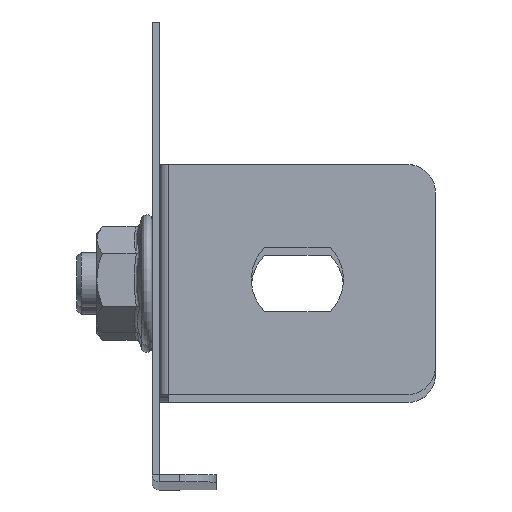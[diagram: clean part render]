
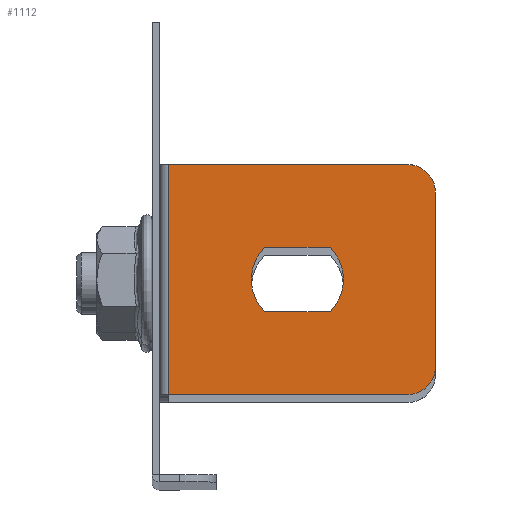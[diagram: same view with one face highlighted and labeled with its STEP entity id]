
A CAD part, top view. The second image highlights one B-rep face of the part: STEP entity #1112.
In plain terms, the highlighted face is planar.
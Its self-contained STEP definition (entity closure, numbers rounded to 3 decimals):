
#186 = CARTESIAN_POINT ( 'NONE',  ( 0., 0., 12.5 ) ) ;
#187 = DIRECTION ( 'NONE',  ( -1., 0., 0. ) ) ;
#252 = CARTESIAN_POINT ( 'NONE',  ( -30., 0., 12.5 ) ) ;
#255 = DIRECTION ( 'NONE',  ( 0., 0., -1. ) ) ;
#269 = DIRECTION ( 'NONE',  ( 1., 0., 0. ) ) ;
#288 = CARTESIAN_POINT ( 'NONE',  ( -18.571, 0., -3.5 ) ) ;
#289 = CARTESIAN_POINT ( 'NONE',  ( -15., 0., 0. ) ) ;
#290 = DIRECTION ( 'NONE',  ( 0., -1., 0. ) ) ;
#292 = DIRECTION ( 'NONE',  ( 1., 0., 0. ) ) ;
#293 = DIRECTION ( 'NONE',  ( -1., 0., 0. ) ) ;
#296 = CARTESIAN_POINT ( 'NONE',  ( -11.429, 0., 3.5 ) ) ;
#298 = CARTESIAN_POINT ( 'NONE',  ( -15., 0., 0. ) ) ;
#349 = DIRECTION ( 'NONE',  ( 0., -1., 0. ) ) ;
#355 = DIRECTION ( 'NONE',  ( 1., 0., 0. ) ) ;
#356 = CARTESIAN_POINT ( 'NONE',  ( 0., 0., -12.5 ) ) ;
#357 = DIRECTION ( 'NONE',  ( -1., 0., 0. ) ) ;
#358 = CARTESIAN_POINT ( 'NONE',  ( -27., 0., 9.5 ) ) ;
#359 = DIRECTION ( 'NONE',  ( 0., -1., 0. ) ) ;
#360 = DIRECTION ( 'NONE',  ( 1., 0., 0. ) ) ;
#361 = CARTESIAN_POINT ( 'NONE',  ( -27., 0., -9.5 ) ) ;
#362 = DIRECTION ( 'NONE',  ( 0., -1., 0. ) ) ;
#363 = DIRECTION ( 'NONE',  ( 1., 0., 0. ) ) ;
#364 = CARTESIAN_POINT ( 'NONE',  ( -1., 0., 12.5 ) ) ;
#365 = DIRECTION ( 'NONE',  ( 0., 0., -1. ) ) ;
#758 = ORIENTED_EDGE ( 'NONE', *, *, #2728, .T. ) ;
#759 = ORIENTED_EDGE ( 'NONE', *, *, #2732, .F. ) ;
#767 = ORIENTED_EDGE ( 'NONE', *, *, #2731, .F. ) ;
#821 = ORIENTED_EDGE ( 'NONE', *, *, #2738, .F. ) ;
#834 = ORIENTED_EDGE ( 'NONE', *, *, #2737, .F. ) ;
#997 = EDGE_LOOP ( 'NONE', ( #767, #759, #1268, #1281 ) ) ;
#1011 = EDGE_LOOP ( 'NONE', ( #1269, #1341, #758, #1344, #834, #821 ) ) ;
#1112 = ADVANCED_FACE ( 'NONE', ( #1998, #2007 ), #2945, .T. ) ;
#1268 = ORIENTED_EDGE ( 'NONE', *, *, #2733, .F. ) ;
#1269 = ORIENTED_EDGE ( 'NONE', *, *, #2709, .T. ) ;
#1281 = ORIENTED_EDGE ( 'NONE', *, *, #2734, .F. ) ;
#1341 = ORIENTED_EDGE ( 'NONE', *, *, #2735, .T. ) ;
#1344 = ORIENTED_EDGE ( 'NONE', *, *, #2736, .T. ) ;
#1806 = VERTEX_POINT ( 'NONE', #3029 ) ;
#1807 = VERTEX_POINT ( 'NONE', #3030 ) ;
#1808 = VERTEX_POINT ( 'NONE', #3031 ) ;
#1810 = VERTEX_POINT ( 'NONE', #3033 ) ;
#1815 = VERTEX_POINT ( 'NONE', #3038 ) ;
#1834 = VERTEX_POINT ( 'NONE', #3043 ) ;
#1837 = VERTEX_POINT ( 'NONE', #3046 ) ;
#1839 = VERTEX_POINT ( 'NONE', #3048 ) ;
#1849 = VERTEX_POINT ( 'NONE', #3058 ) ;
#1853 = VERTEX_POINT ( 'NONE', #3062 ) ;
#1998 = FACE_BOUND ( 'NONE', #997, .T. ) ;
#2007 = FACE_OUTER_BOUND ( 'NONE', #1011, .T. ) ;
#2172 = LINE ( 'NONE', #186, #2175 ) ;
#2175 = VECTOR ( 'NONE', #187, 1000. ) ;
#2200 = LINE ( 'NONE', #288, #2214 ) ;
#2205 = LINE ( 'NONE', #252, #2207 ) ;
#2207 = VECTOR ( 'NONE', #255, 1000. ) ;
#2210 = CIRCLE ( 'NONE', #3183, 5. ) ;
#2212 = CIRCLE ( 'NONE', #3184, 5. ) ;
#2213 = LINE ( 'NONE', #296, #2217 ) ;
#2214 = VECTOR ( 'NONE', #269, 1000. ) ;
#2215 = CIRCLE ( 'NONE', #3185, 3. ) ;
#2217 = VECTOR ( 'NONE', #293, 1000. ) ;
#2218 = CIRCLE ( 'NONE', #3186, 3. ) ;
#2219 = LINE ( 'NONE', #356, #2221 ) ;
#2220 = LINE ( 'NONE', #364, #2223 ) ;
#2221 = VECTOR ( 'NONE', #357, 1000. ) ;
#2223 = VECTOR ( 'NONE', #365, 1000. ) ;
#2709 = EDGE_CURVE ( 'NONE', #1834, #1839, #2172, .T. ) ;
#2728 = EDGE_CURVE ( 'NONE', #1849, #1808, #2205, .T. ) ;
#2731 = EDGE_CURVE ( 'NONE', #1810, #1806, #2210, .T. ) ;
#2732 = EDGE_CURVE ( 'NONE', #1807, #1810, #2200, .T. ) ;
#2733 = EDGE_CURVE ( 'NONE', #1837, #1807, #2212, .T. ) ;
#2734 = EDGE_CURVE ( 'NONE', #1806, #1837, #2213, .T. ) ;
#2735 = EDGE_CURVE ( 'NONE', #1839, #1849, #2215, .T. ) ;
#2736 = EDGE_CURVE ( 'NONE', #1808, #1815, #2218, .T. ) ;
#2737 = EDGE_CURVE ( 'NONE', #1853, #1815, #2219, .T. ) ;
#2738 = EDGE_CURVE ( 'NONE', #1834, #1853, #2220, .T. ) ;
#2945 = PLANE ( 'NONE',  #3145 ) ;
#2950 = CARTESIAN_POINT ( 'NONE',  ( 0., 0., 12.5 ) ) ;
#2951 = DIRECTION ( 'NONE',  ( 0., -1., 0. ) ) ;
#2952 = DIRECTION ( 'NONE',  ( 1., 0., 0. ) ) ;
#3029 = CARTESIAN_POINT ( 'NONE',  ( -11.429, 0., 3.5 ) ) ;
#3030 = CARTESIAN_POINT ( 'NONE',  ( -18.571, 0., -3.5 ) ) ;
#3031 = CARTESIAN_POINT ( 'NONE',  ( -30., 0., -9.5 ) ) ;
#3033 = CARTESIAN_POINT ( 'NONE',  ( -11.429, 0., -3.5 ) ) ;
#3038 = CARTESIAN_POINT ( 'NONE',  ( -27., 0., -12.5 ) ) ;
#3043 = CARTESIAN_POINT ( 'NONE',  ( -1., 0., 12.5 ) ) ;
#3046 = CARTESIAN_POINT ( 'NONE',  ( -18.571, 0., 3.5 ) ) ;
#3048 = CARTESIAN_POINT ( 'NONE',  ( -27., 0., 12.5 ) ) ;
#3058 = CARTESIAN_POINT ( 'NONE',  ( -30., 0., 9.5 ) ) ;
#3062 = CARTESIAN_POINT ( 'NONE',  ( -1., 0., -12.5 ) ) ;
#3145 = AXIS2_PLACEMENT_3D ( 'NONE', #2950, #2951, #2952 ) ;
#3183 = AXIS2_PLACEMENT_3D ( 'NONE', #289, #290, #292 ) ;
#3184 = AXIS2_PLACEMENT_3D ( 'NONE', #298, #349, #355 ) ;
#3185 = AXIS2_PLACEMENT_3D ( 'NONE', #358, #359, #360 ) ;
#3186 = AXIS2_PLACEMENT_3D ( 'NONE', #361, #362, #363 ) ;
